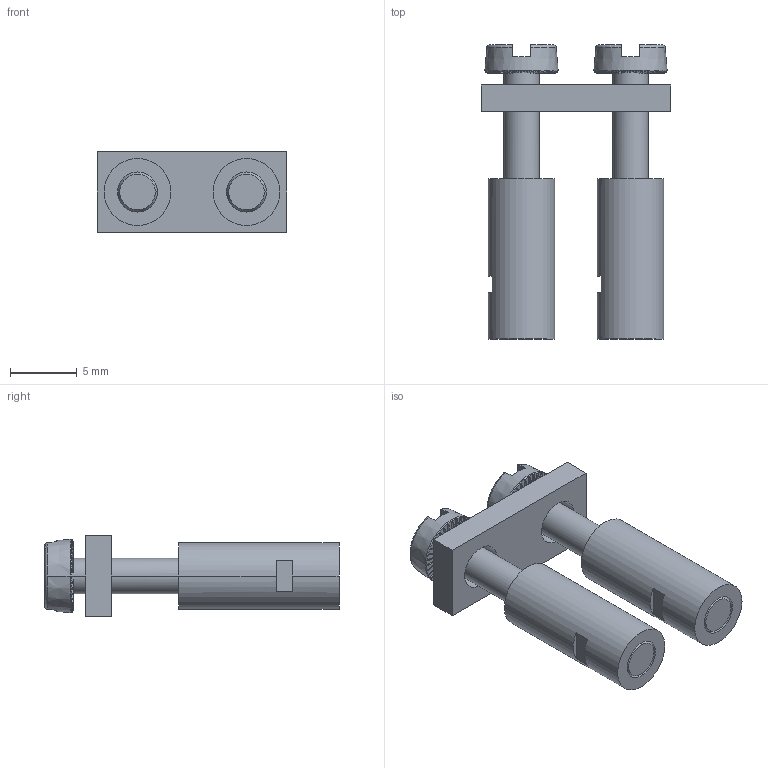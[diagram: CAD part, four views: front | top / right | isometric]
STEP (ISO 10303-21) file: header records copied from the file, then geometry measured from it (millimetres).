
FILE_DESCRIPTION((''),'2;1');
FILE_NAME('2060_0_Q2_ASM','2023-08-10T',('Eugen John'),(''),'CREO PARAMETRIC BY PTC INC, 2018360','CREO PARAMETRIC BY PTC INC, 2018360','');
FILE_SCHEMA(('CONFIG_CONTROL_DESIGN'));
Length unit declared in the file: millimetre
Products named in the file (4): QS2; BS20; VH120; 2060_0_Q2_ASM
Assembly tree (5 placements, depth 2):
  2060_0_Q2_ASM
    QS2
    BS20  x2
    VH120  x2
Bounding box: 14.15 x 22 x 6 mm (x, y, z)
Volume: 756.6 mm3; surface area: 1445.3 mm2
Topology: 5 solids, 5 shells, 288 faces, 806 edges, 528 vertices
Faces by surface type: plane 244, cylinder 20, torus 12, cone 12
Entity records: 5084 total; most frequent: CARTESIAN_POINT 1102, ORIENTED_EDGE 830, DIRECTION 803, EDGE_CURVE 415, AXIS2_PLACEMENT_3D 310, VERTEX_POINT 272, VECTOR 183, LINE 183
